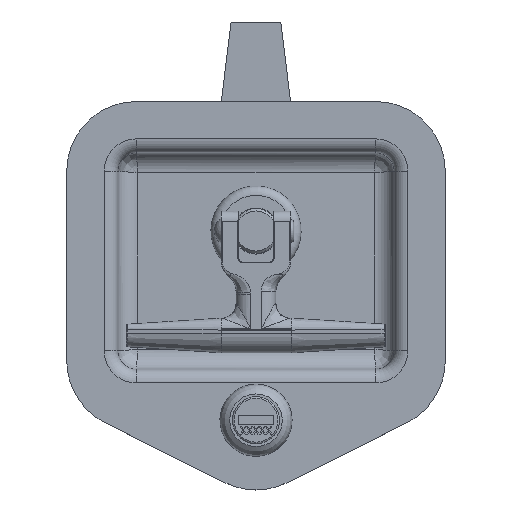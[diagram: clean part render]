
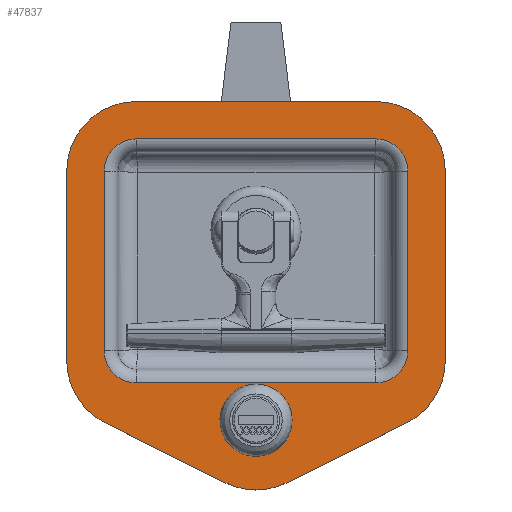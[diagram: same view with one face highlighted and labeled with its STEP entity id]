
A CAD part, top view. The second image highlights one B-rep face of the part: STEP entity #47837.
In plain terms, the highlighted planar face has unit normal (0, 0, 1).
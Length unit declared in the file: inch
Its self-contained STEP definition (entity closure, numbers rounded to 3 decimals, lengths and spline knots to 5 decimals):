
#47207=CARTESIAN_POINT('',(-0.2937,-2.60615,0.40235));
#47208=VERTEX_POINT('',#47207);
#47215=CARTESIAN_POINT('',(0.33534,-2.54004,0.40235));
#47216=VERTEX_POINT('',#47215);
#47217=CARTESIAN_POINT('',(0.,-2.375,0.40235));
#47218=DIRECTION('',(0.,0.,-1.0));
#47219=DIRECTION('',(-0.786,-0.618,0.));
#47220=AXIS2_PLACEMENT_3D('',#47217,#47218,#47219);
#47221=CIRCLE('',#47220,0.37375);
#47222=EDGE_CURVE('',#47216,#47208,#47221,.T.);
#47239=CARTESIAN_POINT('',(-0.33534,-2.20996,0.40235));
#47240=VERTEX_POINT('',#47239);
#47247=CARTESIAN_POINT('',(-0.2937,-2.60615,0.40235));
#47248=DIRECTION('',(-0.105,0.995,0.0));
#47249=VECTOR('',#47248,0.39837);
#47250=LINE('',#47247,#47249);
#47251=EDGE_CURVE('',#47208,#47240,#47250,.T.);
#47263=CARTESIAN_POINT('',(2.375,0.75,0.40235));
#47264=VERTEX_POINT('',#47263);
#47271=CARTESIAN_POINT('',(2.375,-1.626,0.40235));
#47272=VERTEX_POINT('',#47271);
#47273=CARTESIAN_POINT('',(2.375,0.75,0.40235));
#47274=DIRECTION('',(0.0,-1.0,0.0));
#47275=VECTOR('',#47274,2.376);
#47276=LINE('',#47273,#47275);
#47277=EDGE_CURVE('',#47264,#47272,#47276,.T.);
#47294=CARTESIAN_POINT('',(1.5,1.625,0.40235));
#47295=VERTEX_POINT('',#47294);
#47302=CARTESIAN_POINT('',(1.5,0.75,0.40235));
#47303=DIRECTION('',(0.0,0.0,-1.0));
#47304=DIRECTION('',(-1.0,0.0,0.0));
#47305=AXIS2_PLACEMENT_3D('',#47302,#47303,#47304);
#47306=CIRCLE('',#47305,0.875);
#47307=EDGE_CURVE('',#47295,#47264,#47306,.T.);
#47319=CARTESIAN_POINT('',(-1.5,1.625,0.40235));
#47320=VERTEX_POINT('',#47319);
#47327=CARTESIAN_POINT('',(-1.5,1.625,0.40235));
#47328=DIRECTION('',(1.0,0.0,0.0));
#47329=VECTOR('',#47328,3.0);
#47330=LINE('',#47327,#47329);
#47331=EDGE_CURVE('',#47320,#47295,#47330,.T.);
#47343=CARTESIAN_POINT('',(-2.375,0.75,0.40235));
#47344=VERTEX_POINT('',#47343);
#47351=CARTESIAN_POINT('',(-1.5,0.75,0.40235));
#47352=DIRECTION('',(0.0,0.0,-1.0));
#47353=DIRECTION('',(0.0,-1.0,0.0));
#47354=AXIS2_PLACEMENT_3D('',#47351,#47352,#47353);
#47355=CIRCLE('',#47354,0.875);
#47356=EDGE_CURVE('',#47344,#47320,#47355,.T.);
#47368=CARTESIAN_POINT('',(-2.375,-1.626,0.40235));
#47369=VERTEX_POINT('',#47368);
#47376=CARTESIAN_POINT('',(-2.375,-1.626,0.40235));
#47377=DIRECTION('',(0.0,1.0,0.0));
#47378=VECTOR('',#47377,2.376);
#47379=LINE('',#47376,#47378);
#47380=EDGE_CURVE('',#47369,#47344,#47379,.T.);
#47391=CARTESIAN_POINT('',(-1.5004,1.156,0.40235));
#47392=VERTEX_POINT('',#47391);
#47410=CARTESIAN_POINT('',(1.5004,1.156,0.40235));
#47411=VERTEX_POINT('',#47410);
#47419=CARTESIAN_POINT('',(1.5004,1.156,0.40235));
#47420=DIRECTION('',(-1.0,0.0,0.0));
#47421=VECTOR('',#47420,3.0008);
#47422=LINE('',#47419,#47421);
#47423=EDGE_CURVE('',#47411,#47392,#47422,.T.);
#47433=CARTESIAN_POINT('',(-1.9064,0.75,0.40235));
#47434=VERTEX_POINT('',#47433);
#47452=CARTESIAN_POINT('',(-1.5004,0.75,0.40235));
#47453=DIRECTION('',(0.,0.,1.0));
#47454=DIRECTION('',(-0.707,0.707,0.));
#47455=AXIS2_PLACEMENT_3D('',#47452,#47453,#47454);
#47456=CIRCLE('',#47455,0.406);
#47457=EDGE_CURVE('',#47392,#47434,#47456,.T.);
#47469=CARTESIAN_POINT('',(1.9064,0.75,0.40235));
#47470=VERTEX_POINT('',#47469);
#47478=CARTESIAN_POINT('',(1.5004,0.75,0.40235));
#47479=DIRECTION('',(0.,0.,1.0));
#47480=DIRECTION('',(0.707,0.707,0.));
#47481=AXIS2_PLACEMENT_3D('',#47478,#47479,#47480);
#47482=CIRCLE('',#47481,0.406);
#47483=EDGE_CURVE('',#47470,#47411,#47482,.T.);
#47501=CARTESIAN_POINT('',(-1.9064,-1.501,0.40235));
#47502=VERTEX_POINT('',#47501);
#47519=CARTESIAN_POINT('',(-1.9064,0.75,0.40235));
#47520=DIRECTION('',(0.0,-1.0,0.0));
#47521=VECTOR('',#47520,2.251);
#47522=LINE('',#47519,#47521);
#47523=EDGE_CURVE('',#47434,#47502,#47522,.T.);
#47535=CARTESIAN_POINT('',(1.9064,-1.501,0.40235));
#47536=VERTEX_POINT('',#47535);
#47544=CARTESIAN_POINT('',(1.9064,-1.501,0.40235));
#47545=DIRECTION('',(0.0,1.0,0.0));
#47546=VECTOR('',#47545,2.251);
#47547=LINE('',#47544,#47546);
#47548=EDGE_CURVE('',#47536,#47470,#47547,.T.);
#47565=CARTESIAN_POINT('',(-1.5004,-1.907,0.40235));
#47566=VERTEX_POINT('',#47565);
#47584=CARTESIAN_POINT('',(-1.5004,-1.501,0.40235));
#47585=DIRECTION('',(0.,0.,1.0));
#47586=DIRECTION('',(-0.707,-0.707,0.));
#47587=AXIS2_PLACEMENT_3D('',#47584,#47585,#47586);
#47588=CIRCLE('',#47587,0.406);
#47589=EDGE_CURVE('',#47502,#47566,#47588,.T.);
#47601=CARTESIAN_POINT('',(1.5004,-1.907,0.40235));
#47602=VERTEX_POINT('',#47601);
#47610=CARTESIAN_POINT('',(1.5004,-1.501,0.40235));
#47611=DIRECTION('',(0.,0.,1.0));
#47612=DIRECTION('',(0.707,-0.707,0.));
#47613=AXIS2_PLACEMENT_3D('',#47610,#47611,#47612);
#47614=CIRCLE('',#47613,0.406);
#47615=EDGE_CURVE('',#47602,#47536,#47614,.T.);
#47634=CARTESIAN_POINT('',(-1.5004,-1.907,0.40235));
#47635=DIRECTION('',(1.0,0.0,0.0));
#47636=VECTOR('',#47635,3.0008);
#47637=LINE('',#47634,#47636);
#47638=EDGE_CURVE('',#47566,#47602,#47637,.T.);
#47755=CARTESIAN_POINT('',(0.,-0.57661,0.40235));
#47756=DIRECTION('',(0.0,0.0,1.0));
#47757=DIRECTION('',(1.0,0.0,0.0));
#47758=AXIS2_PLACEMENT_3D('',#47755,#47756,#47757);
#47759=PLANE('',#47758);
#47760=CARTESIAN_POINT('',(-1.89089,-2.40883,0.40235));
#47761=VERTEX_POINT('',#47760);
#47762=CARTESIAN_POINT('',(-1.5,-1.626,0.40235));
#47763=DIRECTION('',(0.0,0.0,-1.0));
#47764=DIRECTION('',(1.0,0.0,0.0));
#47765=AXIS2_PLACEMENT_3D('',#47762,#47763,#47764);
#47766=CIRCLE('',#47765,0.875);
#47767=EDGE_CURVE('',#47761,#47369,#47766,.T.);
#47768=ORIENTED_EDGE('',*,*,#47767,.F.);
#47769=CARTESIAN_POINT('',(-0.39089,-3.15783,0.40235));
#47770=VERTEX_POINT('',#47769);
#47771=CARTESIAN_POINT('',(-0.39089,-3.15783,0.40235));
#47772=DIRECTION('',(-0.895,0.447,0.));
#47773=VECTOR('',#47772,1.6766);
#47774=LINE('',#47771,#47773);
#47775=EDGE_CURVE('',#47770,#47761,#47774,.T.);
#47776=ORIENTED_EDGE('',*,*,#47775,.F.);
#47777=CARTESIAN_POINT('',(0.39089,-3.15783,0.40235));
#47778=VERTEX_POINT('',#47777);
#47779=CARTESIAN_POINT('',(0.,-2.375,0.40235));
#47780=DIRECTION('',(0.,0.,-1.0));
#47781=DIRECTION('',(0.447,0.895,0.));
#47782=AXIS2_PLACEMENT_3D('',#47779,#47780,#47781);
#47783=CIRCLE('',#47782,0.875);
#47784=EDGE_CURVE('',#47778,#47770,#47783,.T.);
#47785=ORIENTED_EDGE('',*,*,#47784,.F.);
#47786=CARTESIAN_POINT('',(1.89089,-2.40883,0.40235));
#47787=VERTEX_POINT('',#47786);
#47788=CARTESIAN_POINT('',(1.89089,-2.40883,0.40235));
#47789=DIRECTION('',(-0.895,-0.447,0.));
#47790=VECTOR('',#47789,1.6766);
#47791=LINE('',#47788,#47790);
#47792=EDGE_CURVE('',#47787,#47778,#47791,.T.);
#47793=ORIENTED_EDGE('',*,*,#47792,.F.);
#47794=CARTESIAN_POINT('',(1.5,-1.626,0.40235));
#47795=DIRECTION('',(0.,0.,-1.0));
#47796=DIRECTION('',(-0.447,0.895,0.));
#47797=AXIS2_PLACEMENT_3D('',#47794,#47795,#47796);
#47798=CIRCLE('',#47797,0.875);
#47799=EDGE_CURVE('',#47272,#47787,#47798,.T.);
#47800=ORIENTED_EDGE('',*,*,#47799,.F.);
#47801=ORIENTED_EDGE('',*,*,#47277,.F.);
#47802=ORIENTED_EDGE('',*,*,#47307,.F.);
#47803=ORIENTED_EDGE('',*,*,#47331,.F.);
#47804=ORIENTED_EDGE('',*,*,#47356,.F.);
#47805=ORIENTED_EDGE('',*,*,#47380,.F.);
#47806=EDGE_LOOP('',(#47768,#47776,#47785,#47793,#47800,#47801,#47802,#47803,#47804,#47805));
#47807=FACE_OUTER_BOUND('',#47806,.T.);
#47808=CARTESIAN_POINT('',(0.2937,-2.14385,0.40235));
#47809=VERTEX_POINT('',#47808);
#47810=CARTESIAN_POINT('',(0.,-2.375,0.40235));
#47811=DIRECTION('',(0.,0.,-1.0));
#47812=DIRECTION('',(0.786,0.618,0.));
#47813=AXIS2_PLACEMENT_3D('',#47810,#47811,#47812);
#47814=CIRCLE('',#47813,0.37375);
#47815=EDGE_CURVE('',#47240,#47809,#47814,.T.);
#47816=ORIENTED_EDGE('',*,*,#47815,.T.);
#47817=CARTESIAN_POINT('',(0.2937,-2.14385,0.40235));
#47818=DIRECTION('',(0.105,-0.995,0.0));
#47819=VECTOR('',#47818,0.39837);
#47820=LINE('',#47817,#47819);
#47821=EDGE_CURVE('',#47809,#47216,#47820,.T.);
#47822=ORIENTED_EDGE('',*,*,#47821,.T.);
#47823=ORIENTED_EDGE('',*,*,#47222,.T.);
#47824=ORIENTED_EDGE('',*,*,#47251,.T.);
#47825=EDGE_LOOP('',(#47816,#47822,#47823,#47824));
#47826=FACE_BOUND('',#47825,.T.);
#47827=ORIENTED_EDGE('',*,*,#47423,.F.);
#47828=ORIENTED_EDGE('',*,*,#47483,.F.);
#47829=ORIENTED_EDGE('',*,*,#47548,.F.);
#47830=ORIENTED_EDGE('',*,*,#47615,.F.);
#47831=ORIENTED_EDGE('',*,*,#47638,.F.);
#47832=ORIENTED_EDGE('',*,*,#47589,.F.);
#47833=ORIENTED_EDGE('',*,*,#47523,.F.);
#47834=ORIENTED_EDGE('',*,*,#47457,.F.);
#47835=EDGE_LOOP('',(#47827,#47828,#47829,#47830,#47831,#47832,#47833,#47834));
#47836=FACE_BOUND('',#47835,.T.);
#47837=ADVANCED_FACE('',(#47807,#47826,#47836),#47759,.T.);
